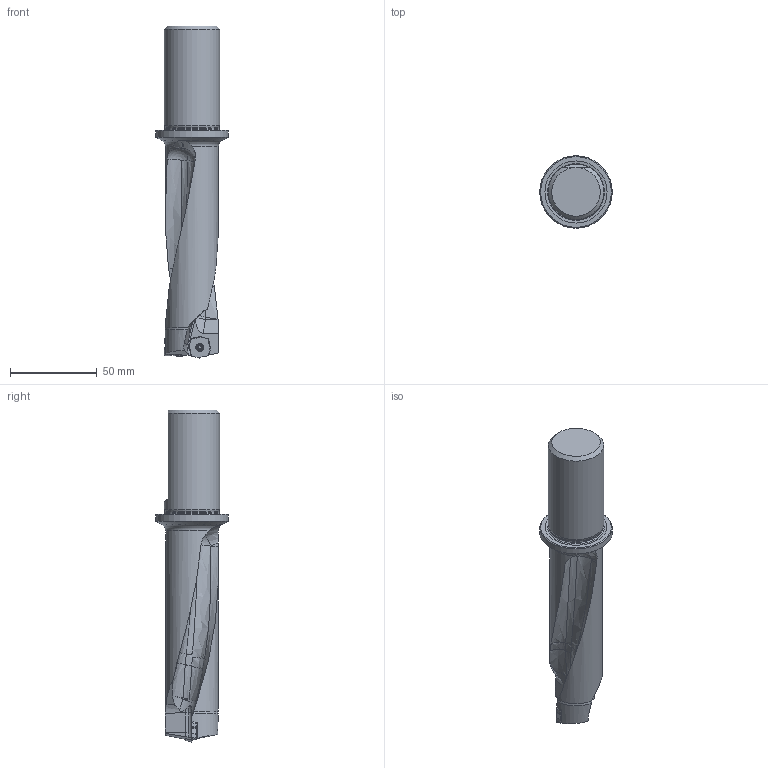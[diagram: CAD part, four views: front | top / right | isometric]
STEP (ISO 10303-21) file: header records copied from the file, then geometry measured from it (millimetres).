
FILE_DESCRIPTION(/* description */ (''),/* implementation_level */ '2;1');
FILE_NAME(/* name */ 'MM6970547.stp',/* time_stamp */ '2022-01-25T14:29:20+06:00',/* author */ (''),/* organization */ (''),/* preprocessor_version */ 'ST-DEVELOPER v16.7',/* originating_system */ 'SIEMENS PLM Software NX 12.0',/* authorisation */ '');
FILE_SCHEMA (('AUTOMOTIVE_DESIGN { 1 0 10303 214 3 1 1 1 }'));
Length unit declared in the file: millimetre
Products named in the file (1): MM6970547
Bounding box: 41.74 x 41.74 x 191.32 mm (x, y, z)
Volume: 107239.3 mm3; surface area: 23336.3 mm2
Topology: 5 solids, 5 shells, 308 faces, 853 edges, 558 vertices
Faces by surface type: cylinder 120, plane 106, bspline 33, cone 21, sphere 15, torus 13
Full cylindrical faces by diameter (mm): 2.37 x2, 3 x2, 3.4 x2, 4.15 x2, 4.5 x2, 31.292 x1, 31.992 x1, 41.74 x1
Entity records: 10861 total; most frequent: CARTESIAN_POINT 3176, ORIENTED_EDGE 1632, DIRECTION 1566, EDGE_CURVE 816, AXIS2_PLACEMENT_3D 623, VERTEX_POINT 552, EDGE_LOOP 346, LINE 320
